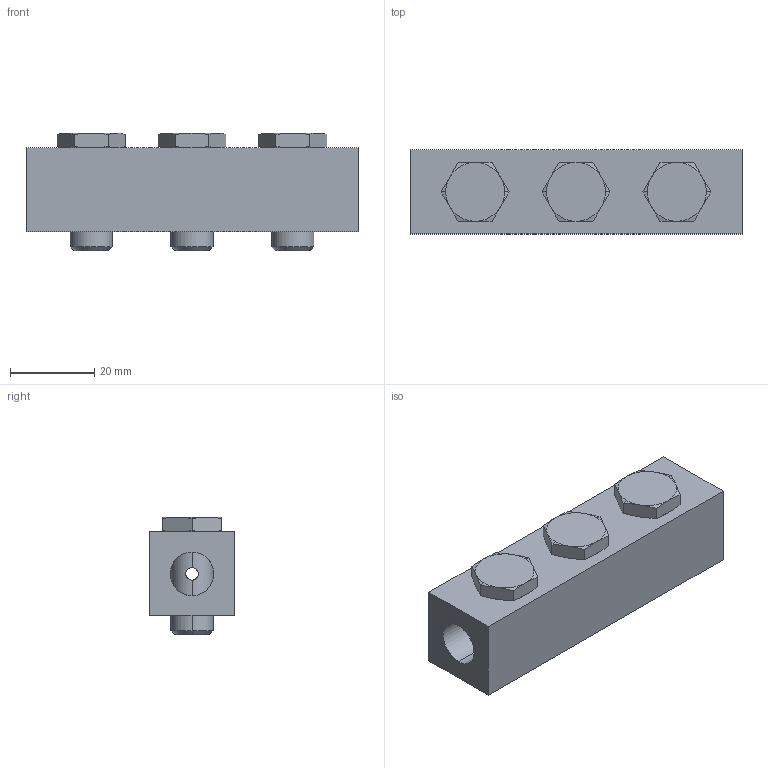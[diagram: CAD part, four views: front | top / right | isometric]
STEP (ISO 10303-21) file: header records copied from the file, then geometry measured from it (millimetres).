
FILE_DESCRIPTION(('HOOPS Exchange Step'),'2;1');
FILE_NAME('export-539A74A6-2E27-445E-8D83-E39902E4BD55.stp','2021-10-28T15:42:48+02:00',('User'),('Alibre'),'HOOPS Exchange 2020.1','Alibre','Unknown authorisation');
FILE_SCHEMA( ('AP242_MANAGED_MODEL_BASED_3D_ENGINEERING_MIM_LF {1 0 10303 442 1 1 4 }') );
Length unit declared in the file: millimetre
Products named in the file (1): 5753 0221000300 3-way Pneumatic Manifold 1-8''
Bounding box: 79 x 20 x 28 mm (x, y, z)
Volume: 28199.5 mm3; surface area: 11778.1 mm2
Topology: 1 solids, 1 shells, 110 faces, 288 edges, 171 vertices
Faces by surface type: cone 57, plane 30, cylinder 23
Full cylindrical faces by diameter (mm): 3 x6, 5.2 x3
Entity records: 5937 total; most frequent: CARTESIAN_POINT 3349, ORIENTED_EDGE 570, DIRECTION 477, EDGE_CURVE 285, AXIS2_PLACEMENT_3D 194, VERTEX_POINT 171, EDGE_LOOP 124, FACE_BOUND 124
